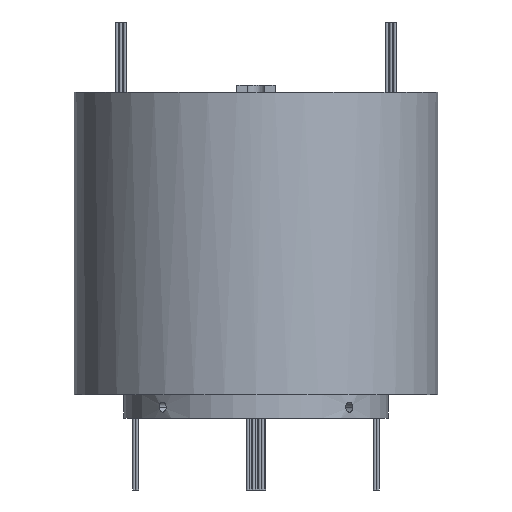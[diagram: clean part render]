
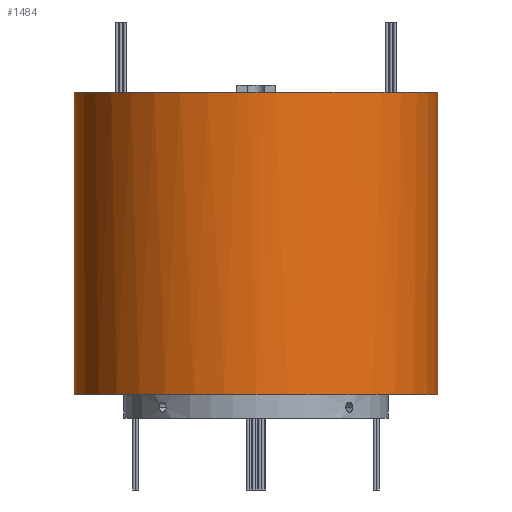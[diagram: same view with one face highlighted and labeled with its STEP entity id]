
A CAD part, front view. The second image highlights one B-rep face of the part: STEP entity #1484.
In plain terms, the highlighted cylindrical face has radius 124 mm (diameter 248 mm), a partial arc.
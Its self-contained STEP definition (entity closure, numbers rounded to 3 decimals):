
#315 = DIRECTION ( 'NONE',  ( 1., 0., 0. ) ) ;
#349 = CARTESIAN_POINT ( 'NONE',  ( 0., 0., 222. ) ) ;
#358 = FACE_OUTER_BOUND ( 'NONE', #5938, .T. ) ;
#516 = EDGE_CURVE ( 'NONE', #3708, #2805, #3341, .T. ) ;
#953 = CARTESIAN_POINT ( 'NONE',  ( 0., 0., 222. ) ) ;
#1002 = DIRECTION ( 'NONE',  ( 1., 0., 0. ) ) ;
#1244 = CARTESIAN_POINT ( 'NONE',  ( -124., 0., 16. ) ) ;
#1310 = CARTESIAN_POINT ( 'NONE',  ( -13., -123.317, 222. ) ) ;
#1451 = DIRECTION ( 'NONE',  ( 0., 0., 1. ) ) ;
#1484 = ADVANCED_FACE ( 'NONE', ( #358 ), #5027, .T. ) ;
#1609 = CIRCLE ( 'NONE', #5546, 124. ) ;
#1676 = VECTOR ( 'NONE', #3478, 1000. ) ;
#1727 = VERTEX_POINT ( 'NONE', #1244 ) ;
#1853 = CARTESIAN_POINT ( 'NONE',  ( 124., 0., 16. ) ) ;
#1915 = EDGE_CURVE ( 'NONE', #7025, #3708, #7326, .T. ) ;
#1918 = ORIENTED_EDGE ( 'NONE', *, *, #7707, .T. ) ;
#2262 = CARTESIAN_POINT ( 'NONE',  ( 124., 0., 222. ) ) ;
#2293 = DIRECTION ( 'NONE',  ( 0., 0., 1. ) ) ;
#2794 = ORIENTED_EDGE ( 'NONE', *, *, #4009, .F. ) ;
#2805 = VERTEX_POINT ( 'NONE', #1853 ) ;
#2823 = DIRECTION ( 'NONE',  ( -1., 0., 0. ) ) ;
#3189 = ORIENTED_EDGE ( 'NONE', *, *, #5630, .F. ) ;
#3341 = LINE ( 'NONE', #4074, #1676 ) ;
#3447 = DIRECTION ( 'NONE',  ( 0., 0., -1. ) ) ;
#3478 = DIRECTION ( 'NONE',  ( 0., 0., -1. ) ) ;
#3515 = VERTEX_POINT ( 'NONE', #1310 ) ;
#3708 = VERTEX_POINT ( 'NONE', #2262 ) ;
#3755 = LINE ( 'NONE', #6675, #5662 ) ;
#3972 = CARTESIAN_POINT ( 'NONE',  ( 13., -123.317, 222. ) ) ;
#4009 = EDGE_CURVE ( 'NONE', #3515, #7025, #1609, .T. ) ;
#4074 = CARTESIAN_POINT ( 'NONE',  ( 124., 0., 222. ) ) ;
#4084 = DIRECTION ( 'NONE',  ( 0., 0., 1. ) ) ;
#4263 = CARTESIAN_POINT ( 'NONE',  ( -124., 0., 222. ) ) ;
#4561 = AXIS2_PLACEMENT_3D ( 'NONE', #5236, #1451, #5869 ) ;
#4581 = AXIS2_PLACEMENT_3D ( 'NONE', #6083, #2293, #6748 ) ;
#4777 = DIRECTION ( 'NONE',  ( 0., 0., 1. ) ) ;
#4858 = CIRCLE ( 'NONE', #4581, 124. ) ;
#5027 = CYLINDRICAL_SURFACE ( 'NONE', #7473, 124. ) ;
#5236 = CARTESIAN_POINT ( 'NONE',  ( 0., 0., 222. ) ) ;
#5447 = AXIS2_PLACEMENT_3D ( 'NONE', #7946, #4084, #315 ) ;
#5448 = CIRCLE ( 'NONE', #5447, 124. ) ;
#5546 = AXIS2_PLACEMENT_3D ( 'NONE', #349, #4777, #1002 ) ;
#5630 = EDGE_CURVE ( 'NONE', #7251, #3515, #4858, .T. ) ;
#5662 = VECTOR ( 'NONE', #3447, 1000. ) ;
#5869 = DIRECTION ( 'NONE',  ( 1., 0., 0. ) ) ;
#5938 = EDGE_LOOP ( 'NONE', ( #6169, #7291, #2794, #3189, #1918, #7389 ) ) ;
#6012 = DIRECTION ( 'NONE',  ( 0., 0., -1. ) ) ;
#6083 = CARTESIAN_POINT ( 'NONE',  ( 0., 0., 222. ) ) ;
#6169 = ORIENTED_EDGE ( 'NONE', *, *, #516, .F. ) ;
#6675 = CARTESIAN_POINT ( 'NONE',  ( -124., 0., 222. ) ) ;
#6748 = DIRECTION ( 'NONE',  ( 1., 0., 0. ) ) ;
#7025 = VERTEX_POINT ( 'NONE', #3972 ) ;
#7251 = VERTEX_POINT ( 'NONE', #4263 ) ;
#7291 = ORIENTED_EDGE ( 'NONE', *, *, #1915, .F. ) ;
#7326 = CIRCLE ( 'NONE', #4561, 124. ) ;
#7389 = ORIENTED_EDGE ( 'NONE', *, *, #8224, .T. ) ;
#7473 = AXIS2_PLACEMENT_3D ( 'NONE', #953, #6012, #2823 ) ;
#7707 = EDGE_CURVE ( 'NONE', #7251, #1727, #3755, .T. ) ;
#7946 = CARTESIAN_POINT ( 'NONE',  ( 0., 0., 16. ) ) ;
#8224 = EDGE_CURVE ( 'NONE', #1727, #2805, #5448, .T. ) ;
